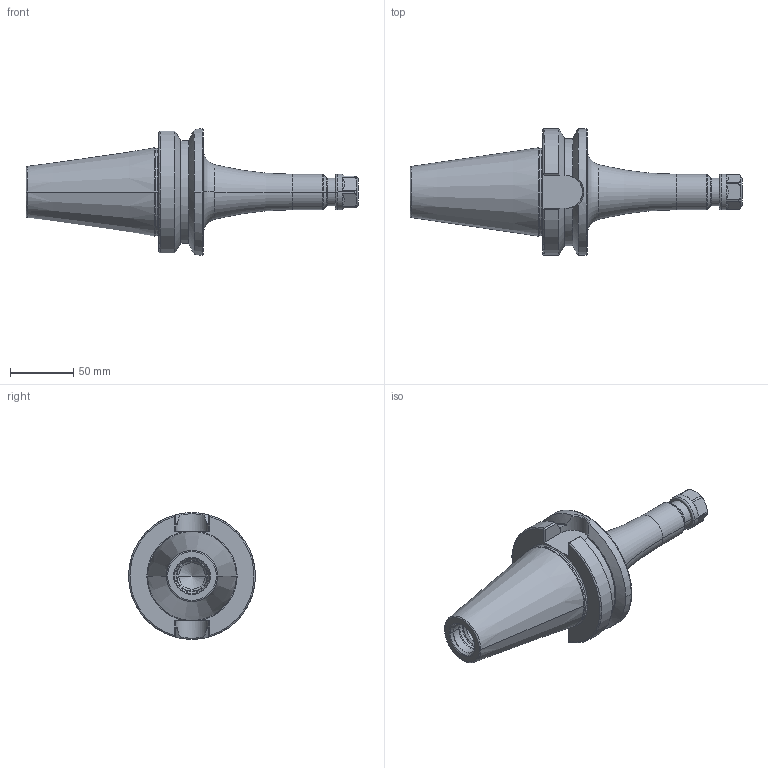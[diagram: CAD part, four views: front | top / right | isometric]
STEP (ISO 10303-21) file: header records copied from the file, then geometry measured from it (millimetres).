
FILE_DESCRIPTION((''),'2;1');
FILE_NAME('50-522-16_ASM','2011-09-06T',('mei'),(''),'PRO/ENGINEER BY PARAMETRIC TECHNOLOGY CORPORATION, 2010430','PRO/ENGINEER BY PARAMETRIC TECHNOLOGY CORPORATION, 2010430','');
FILE_SCHEMA(('CONFIG_CONTROL_DESIGN'));
Length unit declared in the file: millimetre
Products named in the file (3): 50-522-16; 83-912-16; 50-522-16_ASM
Assembly tree (2 placements, depth 2):
  50-522-16_ASM
    50-522-16
    83-912-16
Bounding box: 261.8 x 99.97 x 99.97 mm (x, y, z)
Volume: 566559.3 mm3; surface area: 64859 mm2
Topology: 2 solids, 3 shells, 130 faces, 321 edges, 196 vertices
Faces by surface type: torus 36, plane 34, cone 28, cylinder 26, bspline 6
Entity records: 4573 total; most frequent: CARTESIAN_POINT 1456, DIRECTION 660, ORIENTED_EDGE 630, EDGE_CURVE 317, AXIS2_PLACEMENT_3D 279, VERTEX_POINT 196, CIRCLE 148, EDGE_LOOP 135
